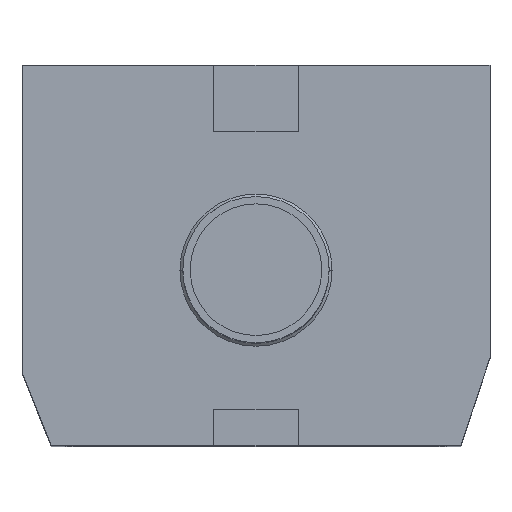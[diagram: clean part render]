
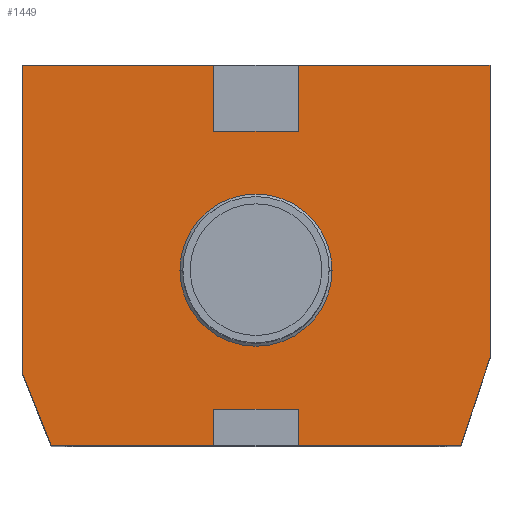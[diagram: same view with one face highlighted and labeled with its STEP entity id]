
A CAD part, top view. The second image highlights one B-rep face of the part: STEP entity #1449.
In plain terms, the highlighted planar face has unit normal (0, 0, 1).
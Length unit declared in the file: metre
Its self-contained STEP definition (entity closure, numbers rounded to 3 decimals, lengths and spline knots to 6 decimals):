
#429=DIRECTION('',(1.,0.,0.));
#430=VECTOR('',#429,0.0131);
#431=CARTESIAN_POINT('',(0.0029,0.026,0.02));
#432=LINE('',#431,#430);
#437=DIRECTION('',(1.,0.,0.));
#438=VECTOR('',#437,0.0131);
#439=CARTESIAN_POINT('',(-0.016,0.026,0.02));
#440=LINE('',#439,#438);
#581=CARTESIAN_POINT('',(0.,0.012,0.02));
#582=DIRECTION('',(0.,0.,-1.));
#583=DIRECTION('',(0.,1.,0.));
#584=AXIS2_PLACEMENT_3D('',#581,#582,#583);
#586=CARTESIAN_POINT('',(0.,0.012,0.02));
#587=DIRECTION('',(0.,0.,-1.));
#588=DIRECTION('',(0.,-1.,0.));
#589=AXIS2_PLACEMENT_3D('',#586,#587,#588);
#591=DIRECTION('',(0.316,0.949,0.));
#592=VECTOR('',#591,0.006325);
#593=CARTESIAN_POINT('',(0.014,0.,0.02));
#594=LINE('',#593,#592);
#595=DIRECTION('',(1.,0.,0.));
#596=VECTOR('',#595,0.0111);
#597=CARTESIAN_POINT('',(0.0029,0.,0.02));
#598=LINE('',#597,#596);
#599=DIRECTION('',(1.,0.,0.));
#600=VECTOR('',#599,0.0111);
#601=CARTESIAN_POINT('',(-0.014,0.,0.02));
#602=LINE('',#601,#600);
#603=DIRECTION('',(0.371,-0.928,0.));
#604=VECTOR('',#603,0.005385);
#605=CARTESIAN_POINT('',(-0.016,0.005,0.02));
#606=LINE('',#605,#604);
#607=DIRECTION('',(0.,-1.,0.));
#608=VECTOR('',#607,0.0045);
#609=CARTESIAN_POINT('',(-0.0029,0.026,0.02));
#610=LINE('',#609,#608);
#615=DIRECTION('',(1.,0.,0.));
#616=VECTOR('',#615,0.0058);
#617=CARTESIAN_POINT('',(-0.0029,0.0215,0.02));
#618=LINE('',#617,#616);
#627=DIRECTION('',(0.,1.,0.));
#628=VECTOR('',#627,0.0045);
#629=CARTESIAN_POINT('',(0.0029,0.0215,0.02));
#630=LINE('',#629,#628);
#655=DIRECTION('',(0.,-1.,0.));
#656=VECTOR('',#655,0.02);
#657=CARTESIAN_POINT('',(0.016,0.026,0.02));
#658=LINE('',#657,#656);
#691=DIRECTION('',(0.,1.,0.));
#692=VECTOR('',#691,0.0025);
#693=CARTESIAN_POINT('',(0.0029,0.,0.02));
#694=LINE('',#693,#692);
#699=DIRECTION('',(-1.,0.,0.));
#700=VECTOR('',#699,0.0058);
#701=CARTESIAN_POINT('',(0.0029,0.0025,0.02));
#702=LINE('',#701,#700);
#715=DIRECTION('',(0.,-1.,0.));
#716=VECTOR('',#715,0.0025);
#717=CARTESIAN_POINT('',(-0.0029,0.0025,0.02));
#718=LINE('',#717,#716);
#767=DIRECTION('',(0.,1.,0.));
#768=VECTOR('',#767,0.021);
#769=CARTESIAN_POINT('',(-0.016,0.005,0.02));
#770=LINE('',#769,#768);
#795=CARTESIAN_POINT('',(-0.014,0.,0.02));
#796=CARTESIAN_POINT('',(-0.0029,0.,0.02));
#797=VERTEX_POINT('',#795);
#798=VERTEX_POINT('',#796);
#803=CARTESIAN_POINT('',(0.0029,0.,0.02));
#804=VERTEX_POINT('',#803);
#805=CARTESIAN_POINT('',(0.014,0.,0.02));
#806=VERTEX_POINT('',#805);
#815=CARTESIAN_POINT('',(-0.0029,0.026,0.02));
#816=CARTESIAN_POINT('',(-0.0029,0.0215,0.02));
#817=VERTEX_POINT('',#815);
#818=VERTEX_POINT('',#816);
#819=CARTESIAN_POINT('',(0.0029,0.0215,0.02));
#820=VERTEX_POINT('',#819);
#821=CARTESIAN_POINT('',(0.0029,0.026,0.02));
#822=VERTEX_POINT('',#821);
#823=CARTESIAN_POINT('',(0.016,0.026,0.02));
#824=VERTEX_POINT('',#823);
#825=CARTESIAN_POINT('',(0.016,0.006,0.02));
#826=VERTEX_POINT('',#825);
#827=CARTESIAN_POINT('',(0.0029,0.0025,0.02));
#828=VERTEX_POINT('',#827);
#829=CARTESIAN_POINT('',(-0.0029,0.0025,0.02));
#830=VERTEX_POINT('',#829);
#831=CARTESIAN_POINT('',(-0.016,0.005,0.02));
#832=VERTEX_POINT('',#831);
#833=CARTESIAN_POINT('',(-0.016,0.026,0.02));
#834=VERTEX_POINT('',#833);
#835=CARTESIAN_POINT('',(0.,0.0068,0.02));
#836=CARTESIAN_POINT('',(0.,0.0172,0.02));
#837=VERTEX_POINT('',#835);
#838=VERTEX_POINT('',#836);
#1414=CARTESIAN_POINT('',(-0.016,0.,0.02));
#1415=DIRECTION('',(0.,0.,1.));
#1416=DIRECTION('',(1.,0.,0.));
#1417=AXIS2_PLACEMENT_3D('',#1414,#1415,#1416);
#1418=PLANE('',#1417);
#1419=ORIENTED_EDGE('',*,*,#1208,.T.);
#1421=ORIENTED_EDGE('',*,*,#1420,.T.);
#1423=ORIENTED_EDGE('',*,*,#1422,.T.);
#1425=ORIENTED_EDGE('',*,*,#1424,.T.);
#1426=ORIENTED_EDGE('',*,*,#1200,.T.);
#1428=ORIENTED_EDGE('',*,*,#1427,.T.);
#1430=ORIENTED_EDGE('',*,*,#1429,.F.);
#1431=ORIENTED_EDGE('',*,*,#933,.F.);
#1433=ORIENTED_EDGE('',*,*,#1432,.T.);
#1435=ORIENTED_EDGE('',*,*,#1434,.T.);
#1437=ORIENTED_EDGE('',*,*,#1436,.T.);
#1438=ORIENTED_EDGE('',*,*,#925,.F.);
#1440=ORIENTED_EDGE('',*,*,#1439,.F.);
#1442=ORIENTED_EDGE('',*,*,#1441,.T.);
#1443=EDGE_LOOP('',(#1419,#1421,#1423,#1425,#1426,#1428,#1430,#1431,#1433,#1435,
#1437,#1438,#1440,#1442));
#1444=FACE_OUTER_BOUND('',#1443,.F.);
#1445=ORIENTED_EDGE('',*,*,#1399,.F.);
#1446=ORIENTED_EDGE('',*,*,#1378,.F.);
#1447=EDGE_LOOP('',(#1445,#1446));
#1448=FACE_BOUND('',#1447,.F.);
#1449=ADVANCED_FACE('',(#1444,#1448),#1418,.T.);
#585=CIRCLE('',#584,0.0052);
#590=CIRCLE('',#589,0.0052);
#925=EDGE_CURVE('',#797,#798,#602,.T.);
#933=EDGE_CURVE('',#804,#806,#598,.T.);
#1200=EDGE_CURVE('',#822,#824,#432,.T.);
#1208=EDGE_CURVE('',#834,#817,#440,.T.);
#1378=EDGE_CURVE('',#837,#838,#590,.T.);
#1399=EDGE_CURVE('',#838,#837,#585,.T.);
#1420=EDGE_CURVE('',#817,#818,#610,.T.);
#1422=EDGE_CURVE('',#818,#820,#618,.T.);
#1424=EDGE_CURVE('',#820,#822,#630,.T.);
#1427=EDGE_CURVE('',#824,#826,#658,.T.);
#1429=EDGE_CURVE('',#806,#826,#594,.T.);
#1432=EDGE_CURVE('',#804,#828,#694,.T.);
#1434=EDGE_CURVE('',#828,#830,#702,.T.);
#1436=EDGE_CURVE('',#830,#798,#718,.T.);
#1439=EDGE_CURVE('',#832,#797,#606,.T.);
#1441=EDGE_CURVE('',#832,#834,#770,.T.);
